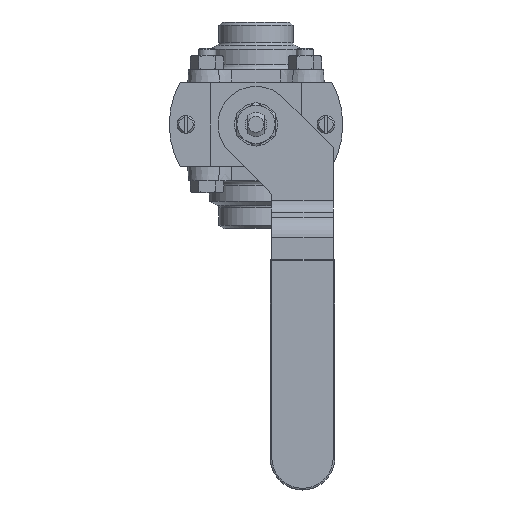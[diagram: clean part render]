
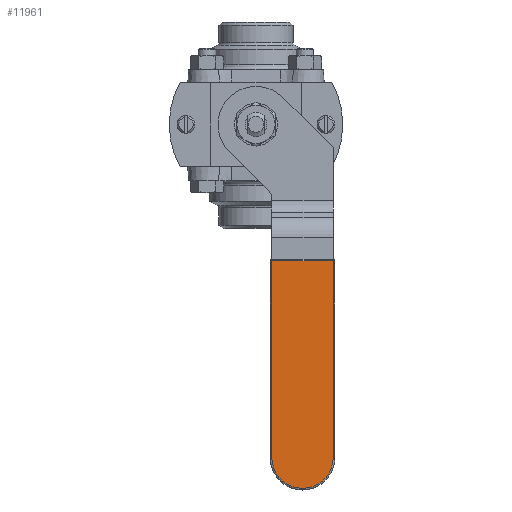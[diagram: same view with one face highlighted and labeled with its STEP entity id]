
A CAD part, top view. The second image highlights one B-rep face of the part: STEP entity #11961.
In plain terms, the highlighted planar face has unit normal (0, 0, 1).
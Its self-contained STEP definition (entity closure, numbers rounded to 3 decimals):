
#11580=CARTESIAN_POINT('',(-13.957,-0.762,2.464));
#11581=VERTEX_POINT('',#11580);
#11644=CARTESIAN_POINT('',(13.957,-0.762,2.464));
#11645=VERTEX_POINT('',#11644);
#11677=CARTESIAN_POINT('',(13.957,-90.0,2.464));
#11678=VERTEX_POINT('',#11677);
#11695=CARTESIAN_POINT('',(13.957,-0.762,2.464));
#11696=DIRECTION('',(0.0,-1.0,0.0));
#11697=VECTOR('',#11696,89.238);
#11698=LINE('',#11695,#11697);
#11699=EDGE_CURVE('',#11645,#11678,#11698,.T.);
#11729=CARTESIAN_POINT('',(-13.957,-0.762,2.464));
#11730=DIRECTION('',(1.0,0.0,0.0));
#11731=VECTOR('',#11730,27.915);
#11732=LINE('',#11729,#11731);
#11733=EDGE_CURVE('',#11581,#11645,#11732,.T.);
#11743=CARTESIAN_POINT('',(-13.957,-90.0,2.464));
#11744=VERTEX_POINT('',#11743);
#11762=CARTESIAN_POINT('',(0.0,-90.0,2.464));
#11763=DIRECTION('',(0.0,0.0,-1.0));
#11764=DIRECTION('',(0.0,-1.0,0.0));
#11765=AXIS2_PLACEMENT_3D('',#11762,#11763,#11764);
#11766=CIRCLE('',#11765,13.957);
#11767=EDGE_CURVE('',#11678,#11744,#11766,.T.);
#11851=CARTESIAN_POINT('',(-13.957,-90.0,2.464));
#11852=DIRECTION('',(0.0,1.0,0.0));
#11853=VECTOR('',#11852,89.238);
#11854=LINE('',#11851,#11853);
#11855=EDGE_CURVE('',#11744,#11581,#11854,.T.);
#11950=CARTESIAN_POINT('',(0.0,-49.485,2.464));
#11951=DIRECTION('',(0.0,0.0,1.0));
#11952=DIRECTION('',(1.0,0.0,0.0));
#11953=AXIS2_PLACEMENT_3D('',#11950,#11951,#11952);
#11954=PLANE('',#11953);
#11955=ORIENTED_EDGE('',*,*,#11699,.F.);
#11956=ORIENTED_EDGE('',*,*,#11733,.F.);
#11957=ORIENTED_EDGE('',*,*,#11855,.F.);
#11958=ORIENTED_EDGE('',*,*,#11767,.F.);
#11959=EDGE_LOOP('',(#11955,#11956,#11957,#11958));
#11960=FACE_OUTER_BOUND('',#11959,.T.);
#11961=ADVANCED_FACE('',(#11960),#11954,.T.);
